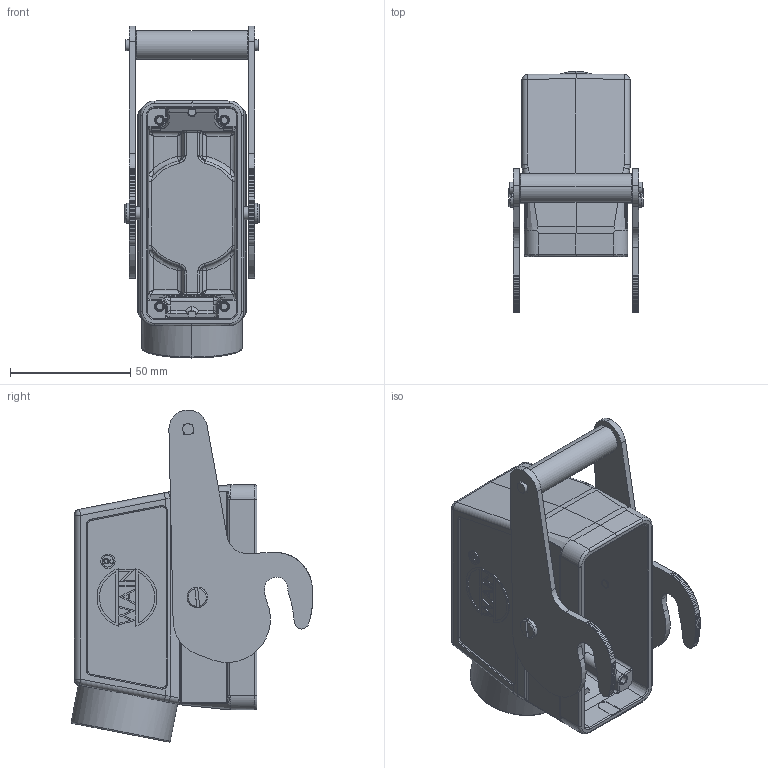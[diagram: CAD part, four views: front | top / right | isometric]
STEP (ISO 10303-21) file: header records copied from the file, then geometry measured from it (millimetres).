
FILE_DESCRIPTION(/* description */ (''),/* implementation_level */ '2;1');
FILE_NAME(/* name */ '3D_1240165555011_HV16B-SEH-1L_C-PG21_V1.1.stp',/* time_stamp */ '2024-01-10T10:54:50+08:00',/* author */ (''),/* organization */ (''),/* preprocessor_version */ 'ST-DEVELOPER v18.1',/* originating_system */ 'SIEMENS PLM Software NX 1980',/* authorisation */ '');
FILE_SCHEMA (('AUTOMOTIVE_DESIGN { 1 0 10303 214 3 1 1 1 }'));
Length unit declared in the file: millimetre
Products named in the file (1): 1459141CBC7C0yir
Bounding box: 55.8 x 100.47 x 138.09 mm (x, y, z)
Volume: 111639.2 mm3; surface area: 62390.8 mm2
Topology: 3 solids, 3 shells, 858 faces, 2204 edges, 1376 vertices
Faces by surface type: cylinder 344, plane 298, torus 102, bspline 58, cone 38, sphere 12, extrusion 6
Full cylindrical faces by diameter (mm): 24 x1, 26.9 x1
Entity records: 32304 total; most frequent: CARTESIAN_POINT 12205, ORIENTED_EDGE 4348, DIRECTION 3954, EDGE_CURVE 2174, AXIS2_PLACEMENT_3D 1470, VERTEX_POINT 1374, VECTOR 1014, LINE 1008
